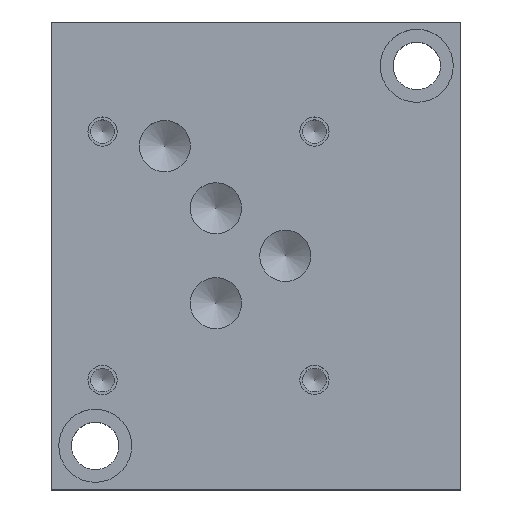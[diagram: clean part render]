
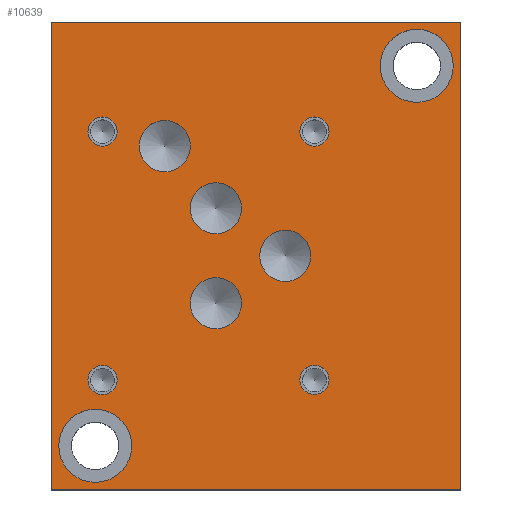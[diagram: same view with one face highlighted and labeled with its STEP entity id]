
A CAD part, top view. The second image highlights one B-rep face of the part: STEP entity #10639.
In plain terms, the highlighted planar face has unit normal (0, 0, 1).
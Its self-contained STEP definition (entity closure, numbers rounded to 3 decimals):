
#221=CIRCLE('',#11129,7.938);
#222=CIRCLE('',#11130,7.938);
#226=CIRCLE('',#11137,7.938);
#227=CIRCLE('',#11138,7.938);
#230=CIRCLE('',#11144,5.563);
#231=CIRCLE('',#11145,5.563);
#234=CIRCLE('',#11150,5.563);
#235=CIRCLE('',#11151,5.563);
#238=CIRCLE('',#11156,5.563);
#239=CIRCLE('',#11157,5.563);
#242=CIRCLE('',#11162,5.563);
#243=CIRCLE('',#11163,5.563);
#249=CIRCLE('',#11172,3.175);
#250=CIRCLE('',#11173,3.175);
#256=CIRCLE('',#11183,3.175);
#257=CIRCLE('',#11184,3.175);
#263=CIRCLE('',#11194,3.175);
#264=CIRCLE('',#11195,3.175);
#270=CIRCLE('',#11205,3.175);
#271=CIRCLE('',#11206,3.175);
#335=FACE_BOUND('',#1798,.T.);
#336=FACE_BOUND('',#1799,.T.);
#337=FACE_BOUND('',#1800,.T.);
#338=FACE_BOUND('',#1801,.T.);
#339=FACE_BOUND('',#1802,.T.);
#340=FACE_BOUND('',#1803,.T.);
#341=FACE_BOUND('',#1804,.T.);
#342=FACE_BOUND('',#1805,.T.);
#343=FACE_BOUND('',#1806,.T.);
#344=FACE_BOUND('',#1807,.T.);
#644=PLANE('',#11210);
#1189=FACE_OUTER_BOUND('',#1797,.T.);
#1797=EDGE_LOOP('',(#9480,#9481,#9482,#9483));
#1798=EDGE_LOOP('',(#9484,#9485));
#1799=EDGE_LOOP('',(#9486,#9487));
#1800=EDGE_LOOP('',(#9488,#9489));
#1801=EDGE_LOOP('',(#9490,#9491));
#1802=EDGE_LOOP('',(#9492,#9493));
#1803=EDGE_LOOP('',(#9494,#9495));
#1804=EDGE_LOOP('',(#9496,#9497));
#1805=EDGE_LOOP('',(#9498,#9499));
#1806=EDGE_LOOP('',(#9500,#9501));
#1807=EDGE_LOOP('',(#9502,#9503));
#2181=LINE('',#16277,#3148);
#2670=LINE('',#17793,#3637);
#2774=LINE('',#18483,#3741);
#2775=LINE('',#18485,#3742);
#3148=VECTOR('',#11784,10.);
#3637=VECTOR('',#12631,10.);
#3741=VECTOR('',#13287,10.);
#3742=VECTOR('',#13290,10.);
#4507=VERTEX_POINT('',#16274);
#4508=VERTEX_POINT('',#16276);
#4875=VERTEX_POINT('',#17790);
#4876=VERTEX_POINT('',#17792);
#5021=VERTEX_POINT('',#18320);
#5022=VERTEX_POINT('',#18321);
#5026=VERTEX_POINT('',#18335);
#5027=VERTEX_POINT('',#18336);
#5031=VERTEX_POINT('',#18350);
#5032=VERTEX_POINT('',#18351);
#5036=VERTEX_POINT('',#18363);
#5037=VERTEX_POINT('',#18364);
#5041=VERTEX_POINT('',#18376);
#5042=VERTEX_POINT('',#18377);
#5046=VERTEX_POINT('',#18389);
#5047=VERTEX_POINT('',#18390);
#5054=VERTEX_POINT('',#18409);
#5055=VERTEX_POINT('',#18410);
#5062=VERTEX_POINT('',#18431);
#5063=VERTEX_POINT('',#18432);
#5070=VERTEX_POINT('',#18453);
#5071=VERTEX_POINT('',#18454);
#5078=VERTEX_POINT('',#18475);
#5079=VERTEX_POINT('',#18476);
#5718=EDGE_CURVE('',#4508,#4507,#2181,.T.);
#6269=EDGE_CURVE('',#4876,#4875,#2670,.T.);
#6480=EDGE_CURVE('',#5021,#5022,#221,.T.);
#6481=EDGE_CURVE('',#5022,#5021,#222,.T.);
#6487=EDGE_CURVE('',#5026,#5027,#226,.T.);
#6488=EDGE_CURVE('',#5027,#5026,#227,.T.);
#6494=EDGE_CURVE('',#5031,#5032,#230,.T.);
#6495=EDGE_CURVE('',#5032,#5031,#231,.T.);
#6500=EDGE_CURVE('',#5036,#5037,#234,.T.);
#6501=EDGE_CURVE('',#5037,#5036,#235,.T.);
#6506=EDGE_CURVE('',#5041,#5042,#238,.T.);
#6507=EDGE_CURVE('',#5042,#5041,#239,.T.);
#6512=EDGE_CURVE('',#5046,#5047,#242,.T.);
#6513=EDGE_CURVE('',#5047,#5046,#243,.T.);
#6521=EDGE_CURVE('',#5054,#5055,#249,.T.);
#6522=EDGE_CURVE('',#5055,#5054,#250,.T.);
#6531=EDGE_CURVE('',#5062,#5063,#256,.T.);
#6532=EDGE_CURVE('',#5063,#5062,#257,.T.);
#6541=EDGE_CURVE('',#5070,#5071,#263,.T.);
#6542=EDGE_CURVE('',#5071,#5070,#264,.T.);
#6551=EDGE_CURVE('',#5078,#5079,#270,.T.);
#6552=EDGE_CURVE('',#5079,#5078,#271,.T.);
#6555=EDGE_CURVE('',#4507,#4876,#2774,.T.);
#6556=EDGE_CURVE('',#4875,#4508,#2775,.T.);
#9480=ORIENTED_EDGE('',*,*,#6556,.T.);
#9481=ORIENTED_EDGE('',*,*,#5718,.T.);
#9482=ORIENTED_EDGE('',*,*,#6555,.T.);
#9483=ORIENTED_EDGE('',*,*,#6269,.T.);
#9484=ORIENTED_EDGE('',*,*,#6480,.T.);
#9485=ORIENTED_EDGE('',*,*,#6481,.T.);
#9486=ORIENTED_EDGE('',*,*,#6487,.T.);
#9487=ORIENTED_EDGE('',*,*,#6488,.T.);
#9488=ORIENTED_EDGE('',*,*,#6494,.T.);
#9489=ORIENTED_EDGE('',*,*,#6495,.T.);
#9490=ORIENTED_EDGE('',*,*,#6500,.T.);
#9491=ORIENTED_EDGE('',*,*,#6501,.T.);
#9492=ORIENTED_EDGE('',*,*,#6506,.T.);
#9493=ORIENTED_EDGE('',*,*,#6507,.T.);
#9494=ORIENTED_EDGE('',*,*,#6512,.T.);
#9495=ORIENTED_EDGE('',*,*,#6513,.T.);
#9496=ORIENTED_EDGE('',*,*,#6521,.T.);
#9497=ORIENTED_EDGE('',*,*,#6522,.T.);
#9498=ORIENTED_EDGE('',*,*,#6531,.T.);
#9499=ORIENTED_EDGE('',*,*,#6532,.T.);
#9500=ORIENTED_EDGE('',*,*,#6541,.T.);
#9501=ORIENTED_EDGE('',*,*,#6542,.T.);
#9502=ORIENTED_EDGE('',*,*,#6551,.T.);
#9503=ORIENTED_EDGE('',*,*,#6552,.T.);
#10639=ADVANCED_FACE('',(#1189,#335,#336,#337,#338,#339,#340,#341,#342,
#343,#344),#644,.T.);
#11129=AXIS2_PLACEMENT_3D('',#18322,#13103,#13104);
#11130=AXIS2_PLACEMENT_3D('',#18323,#13105,#13106);
#11137=AXIS2_PLACEMENT_3D('',#18337,#13121,#13122);
#11138=AXIS2_PLACEMENT_3D('',#18338,#13123,#13124);
#11144=AXIS2_PLACEMENT_3D('',#18352,#13138,#13139);
#11145=AXIS2_PLACEMENT_3D('',#18353,#13140,#13141);
#11150=AXIS2_PLACEMENT_3D('',#18365,#13152,#13153);
#11151=AXIS2_PLACEMENT_3D('',#18366,#13154,#13155);
#11156=AXIS2_PLACEMENT_3D('',#18378,#13166,#13167);
#11157=AXIS2_PLACEMENT_3D('',#18379,#13168,#13169);
#11162=AXIS2_PLACEMENT_3D('',#18391,#13180,#13181);
#11163=AXIS2_PLACEMENT_3D('',#18392,#13182,#13183);
#11172=AXIS2_PLACEMENT_3D('',#18411,#13202,#13203);
#11173=AXIS2_PLACEMENT_3D('',#18412,#13204,#13205);
#11183=AXIS2_PLACEMENT_3D('',#18433,#13227,#13228);
#11184=AXIS2_PLACEMENT_3D('',#18434,#13229,#13230);
#11194=AXIS2_PLACEMENT_3D('',#18455,#13252,#13253);
#11195=AXIS2_PLACEMENT_3D('',#18456,#13254,#13255);
#11205=AXIS2_PLACEMENT_3D('',#18477,#13277,#13278);
#11206=AXIS2_PLACEMENT_3D('',#18478,#13279,#13280);
#11210=AXIS2_PLACEMENT_3D('',#18486,#13291,#13292);
#11784=DIRECTION('',(0.,1.,0.));
#12631=DIRECTION('',(0.,-1.,0.));
#13103=DIRECTION('center_axis',(0.,0.,-1.));
#13104=DIRECTION('ref_axis',(1.,0.,0.));
#13105=DIRECTION('center_axis',(0.,0.,-1.));
#13106=DIRECTION('ref_axis',(1.,0.,0.));
#13121=DIRECTION('center_axis',(0.,0.,-1.));
#13122=DIRECTION('ref_axis',(1.,0.,0.));
#13123=DIRECTION('center_axis',(0.,0.,-1.));
#13124=DIRECTION('ref_axis',(1.,0.,0.));
#13138=DIRECTION('center_axis',(0.,0.,-1.));
#13139=DIRECTION('ref_axis',(1.,0.,0.));
#13140=DIRECTION('center_axis',(0.,0.,-1.));
#13141=DIRECTION('ref_axis',(1.,0.,0.));
#13152=DIRECTION('center_axis',(0.,0.,-1.));
#13153=DIRECTION('ref_axis',(1.,0.,0.));
#13154=DIRECTION('center_axis',(0.,0.,-1.));
#13155=DIRECTION('ref_axis',(1.,0.,0.));
#13166=DIRECTION('center_axis',(0.,0.,-1.));
#13167=DIRECTION('ref_axis',(1.,0.,0.));
#13168=DIRECTION('center_axis',(0.,0.,-1.));
#13169=DIRECTION('ref_axis',(1.,0.,0.));
#13180=DIRECTION('center_axis',(0.,0.,-1.));
#13181=DIRECTION('ref_axis',(1.,0.,0.));
#13182=DIRECTION('center_axis',(0.,0.,-1.));
#13183=DIRECTION('ref_axis',(1.,0.,0.));
#13202=DIRECTION('center_axis',(0.,0.,-1.));
#13203=DIRECTION('ref_axis',(1.,0.,0.));
#13204=DIRECTION('center_axis',(0.,0.,-1.));
#13205=DIRECTION('ref_axis',(1.,0.,0.));
#13227=DIRECTION('center_axis',(0.,0.,-1.));
#13228=DIRECTION('ref_axis',(1.,0.,0.));
#13229=DIRECTION('center_axis',(0.,0.,-1.));
#13230=DIRECTION('ref_axis',(1.,0.,0.));
#13252=DIRECTION('center_axis',(0.,0.,-1.));
#13253=DIRECTION('ref_axis',(1.,0.,0.));
#13254=DIRECTION('center_axis',(0.,0.,-1.));
#13255=DIRECTION('ref_axis',(1.,0.,0.));
#13277=DIRECTION('center_axis',(0.,0.,-1.));
#13278=DIRECTION('ref_axis',(1.,0.,0.));
#13279=DIRECTION('center_axis',(0.,0.,-1.));
#13280=DIRECTION('ref_axis',(1.,0.,0.));
#13287=DIRECTION('',(-1.,0.,0.));
#13290=DIRECTION('',(1.,0.,0.));
#13291=DIRECTION('center_axis',(0.,0.,1.));
#13292=DIRECTION('ref_axis',(1.,0.,0.));
#16274=CARTESIAN_POINT('',(88.9,101.6,50.8));
#16276=CARTESIAN_POINT('',(88.9,0.,50.8));
#16277=CARTESIAN_POINT('',(88.9,0.,50.8));
#17790=CARTESIAN_POINT('',(0.,0.,50.8));
#17792=CARTESIAN_POINT('',(0.,101.6,50.8));
#17793=CARTESIAN_POINT('',(0.,101.6,50.8));
#18320=CARTESIAN_POINT('',(17.463,9.525,50.8));
#18321=CARTESIAN_POINT('',(1.588,9.525,50.8));
#18322=CARTESIAN_POINT('Origin',(9.525,9.525,50.8));
#18323=CARTESIAN_POINT('Origin',(9.525,9.525,50.8));
#18335=CARTESIAN_POINT('',(87.313,92.075,50.8));
#18336=CARTESIAN_POINT('',(71.438,92.075,50.8));
#18337=CARTESIAN_POINT('Origin',(79.375,92.075,50.8));
#18338=CARTESIAN_POINT('Origin',(79.375,92.075,50.8));
#18350=CARTESIAN_POINT('',(41.288,61.117,50.8));
#18351=CARTESIAN_POINT('',(30.163,61.117,50.8));
#18352=CARTESIAN_POINT('Origin',(35.725,61.117,50.8));
#18353=CARTESIAN_POINT('Origin',(35.725,61.117,50.8));
#18363=CARTESIAN_POINT('',(56.388,50.8,50.8));
#18364=CARTESIAN_POINT('',(45.263,50.8,50.8));
#18365=CARTESIAN_POINT('Origin',(50.825,50.8,50.8));
#18366=CARTESIAN_POINT('Origin',(50.825,50.8,50.8));
#18376=CARTESIAN_POINT('',(30.175,74.625,50.8));
#18377=CARTESIAN_POINT('',(19.05,74.625,50.8));
#18378=CARTESIAN_POINT('Origin',(24.613,74.625,50.8));
#18379=CARTESIAN_POINT('Origin',(24.613,74.625,50.8));
#18389=CARTESIAN_POINT('',(41.293,40.483,50.8));
#18390=CARTESIAN_POINT('',(30.168,40.483,50.8));
#18391=CARTESIAN_POINT('Origin',(35.73,40.483,50.8));
#18392=CARTESIAN_POINT('Origin',(35.73,40.483,50.8));
#18409=CARTESIAN_POINT('',(60.325,23.838,50.8));
#18410=CARTESIAN_POINT('',(53.975,23.838,50.8));
#18411=CARTESIAN_POINT('Origin',(57.15,23.838,50.8));
#18412=CARTESIAN_POINT('Origin',(57.15,23.838,50.8));
#18431=CARTESIAN_POINT('',(14.275,77.8,50.8));
#18432=CARTESIAN_POINT('',(7.925,77.8,50.8));
#18433=CARTESIAN_POINT('Origin',(11.1,77.8,50.8));
#18434=CARTESIAN_POINT('Origin',(11.1,77.8,50.8));
#18453=CARTESIAN_POINT('',(60.325,77.8,50.8));
#18454=CARTESIAN_POINT('',(53.975,77.8,50.8));
#18455=CARTESIAN_POINT('Origin',(57.15,77.8,50.8));
#18456=CARTESIAN_POINT('Origin',(57.15,77.8,50.8));
#18475=CARTESIAN_POINT('',(14.275,23.825,50.8));
#18476=CARTESIAN_POINT('',(7.925,23.825,50.8));
#18477=CARTESIAN_POINT('Origin',(11.1,23.825,50.8));
#18478=CARTESIAN_POINT('Origin',(11.1,23.825,50.8));
#18483=CARTESIAN_POINT('',(88.9,101.6,50.8));
#18485=CARTESIAN_POINT('',(0.,0.,50.8));
#18486=CARTESIAN_POINT('Origin',(44.45,50.8,50.8));
